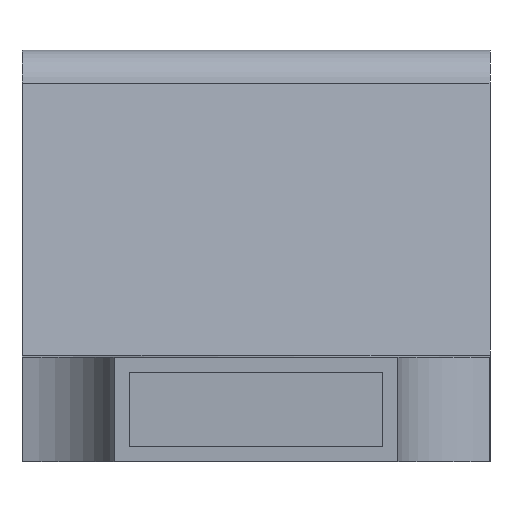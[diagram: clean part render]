
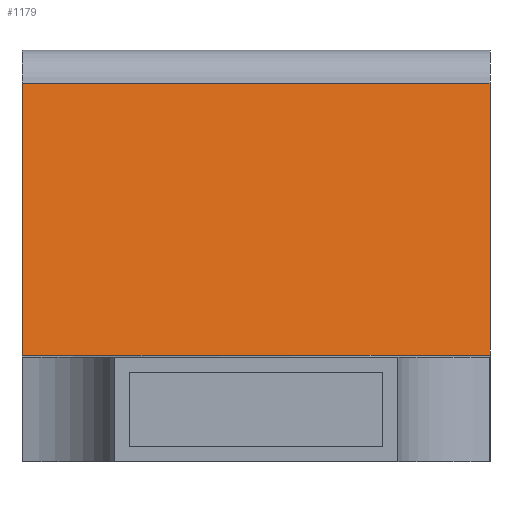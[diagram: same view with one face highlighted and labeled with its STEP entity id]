
A CAD part, left-side view. The second image highlights one B-rep face of the part: STEP entity #1179.
In plain terms, the highlighted planar face has unit normal (-0.993, 0, 0.116).
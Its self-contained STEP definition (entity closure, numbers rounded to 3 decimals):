
#769=VERTEX_POINT('NONE',#2065);
#869=EDGE_CURVE('NONE',#769,#897,#2172,.T.);
#897=VERTEX_POINT('NONE',#2201);
#1049=EDGE_CURVE('NONE',#897,#1613,#2370,.T.);
#1169=VERTEX_POINT('NONE',#2504);
#1179=ADVANCED_FACE('NONE',(#2515),#2516,.T.);
#1613=VERTEX_POINT('NONE',#2989);
#1723=EDGE_CURVE('NONE',#1169,#1613,#3106,.T.);
#1969=EDGE_CURVE('NONE',#1169,#769,#3377,.T.);
#2065=CARTESIAN_POINT('',(-0.61,-0.63,1.012));
#2172=LINE('',#3658,#3659);
#2201=CARTESIAN_POINT('',(-0.61,0.62,1.012));
#2370=LINE('',#3934,#3935);
#2504=CARTESIAN_POINT('',(-0.7,-0.63,0.24));
#2515=FACE_OUTER_BOUND('',#4133,.T.);
#2516=PLANE('',#4134);
#2989=CARTESIAN_POINT('',(-0.7,0.62,0.24));
#3106=LINE('',#4961,#4962);
#3377=LINE('',#5349,#5350);
#3658=CARTESIAN_POINT('',(-0.61,-0.63,1.012));
#3659=VECTOR('',#5495,1000.0);
#3934=CARTESIAN_POINT('',(-0.6,0.62,1.1));
#3935=VECTOR('',#5727,1000.0);
#4133=EDGE_LOOP('',(#5895,#5896,#5897,#5898));
#4134=AXIS2_PLACEMENT_3D('',#5899,#5900,#5901);
#4961=CARTESIAN_POINT('',(-0.7,-0.63,0.24));
#4962=VECTOR('',#6480,1000.0);
#5349=CARTESIAN_POINT('',(-0.6,-0.63,1.1));
#5350=VECTOR('',#6788,1000.0);
#5495=DIRECTION('',(0.,1.0,0.));
#5727=DIRECTION('',(-0.116,-0.0,-0.993));
#5895=ORIENTED_EDGE('',*,*,#1049,.T.);
#5896=ORIENTED_EDGE('',*,*,#1723,.F.);
#5897=ORIENTED_EDGE('',*,*,#1969,.T.);
#5898=ORIENTED_EDGE('',*,*,#869,.T.);
#5899=CARTESIAN_POINT('',(-0.6,-0.63,1.1));
#5900=DIRECTION('',(-0.993,0.,0.116));
#5901=DIRECTION('',(0.,1.0,0.0));
#6480=DIRECTION('',(0.0,1.0,0.));
#6788=DIRECTION('',(0.116,0.0,0.993));
